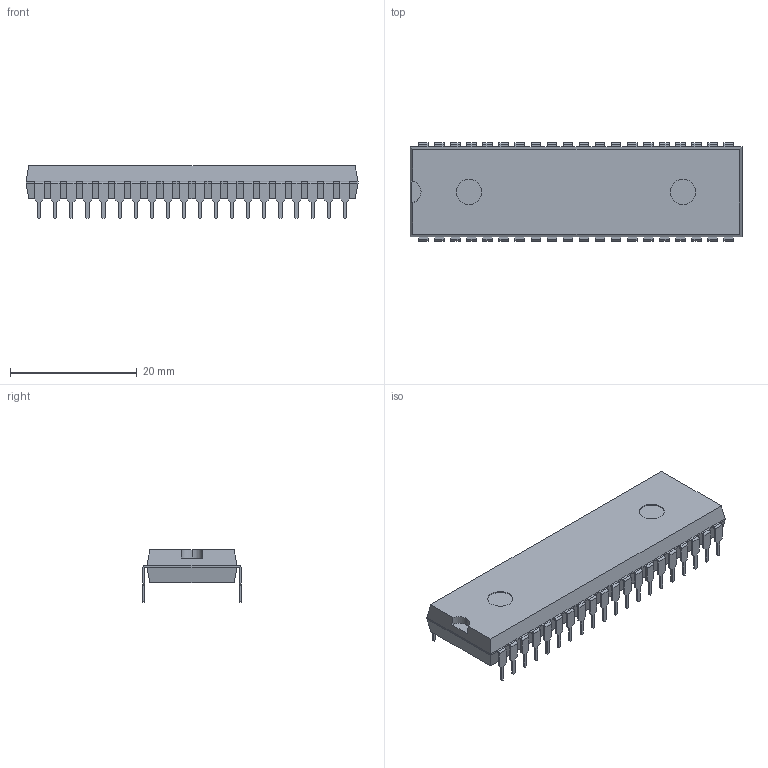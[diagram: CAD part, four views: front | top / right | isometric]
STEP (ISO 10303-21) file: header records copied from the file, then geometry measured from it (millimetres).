
FILE_DESCRIPTION (( 'STEP AP214' ), '1' );
FILE_NAME ('6513AF1A-AD79-4B9E-A15C-B8BED0B5F7B3.STEP', '2008-07-26T12:56:59', ( 'sysAdmin' ), ( 'SolidWorks' ), 'SwSTEP 2.0', 'SolidWorks 2008', '' );
FILE_SCHEMA (( 'AUTOMOTIVE_DESIGN' ));
Length unit declared in the file: millimetre
Products named in the file (1): 6513AF1A-AD79-4B9E-A15C-B8BED0B5F7B3
Bounding box: 52.45 x 15.49 x 8.28 mm (x, y, z)
Volume: 3783.9 mm3; surface area: 2699.8 mm2
Topology: 1 solids, 1 shells, 663 faces, 1809 edges, 1150 vertices
Faces by surface type: plane 577, cylinder 86
Entity records: 21167 total; most frequent: CARTESIAN_POINT 3629, ORIENTED_EDGE 3618, DIRECTION 3307, EDGE_CURVE 1809, VECTOR 1635, LINE 1635, VERTEX_POINT 1150, AXIS2_PLACEMENT_3D 836
